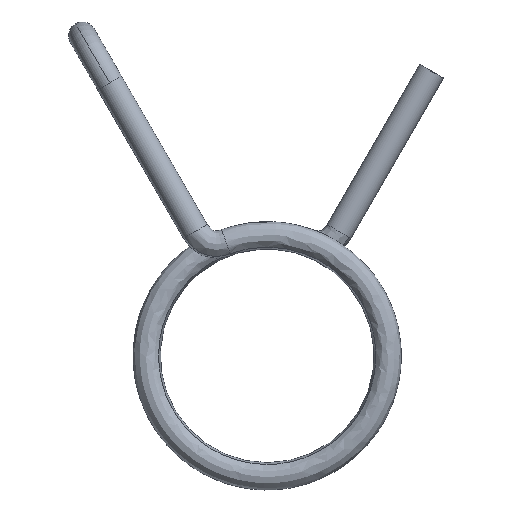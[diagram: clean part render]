
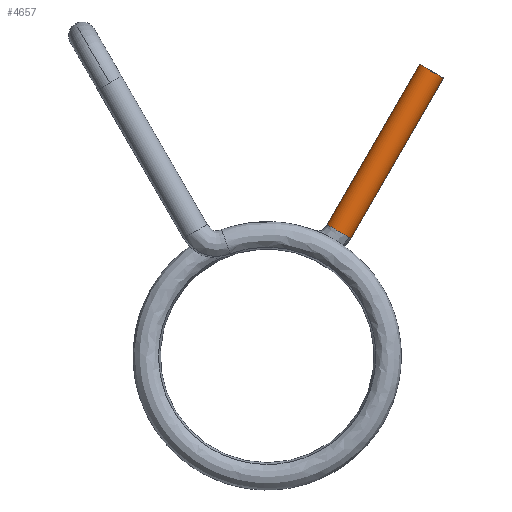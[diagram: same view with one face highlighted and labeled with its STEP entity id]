
A CAD part, top view. The second image highlights one B-rep face of the part: STEP entity #4657.
In plain terms, the highlighted cylindrical face has radius 0.5 mm (diameter 1 mm), a partial arc.
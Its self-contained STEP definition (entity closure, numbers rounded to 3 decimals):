
#92 = ORIENTED_EDGE ( 'NONE', *, *, #5503, .T. ) ;
#107 = VERTEX_POINT ( 'NONE', #4009 ) ;
#136 = VERTEX_POINT ( 'NONE', #4304 ) ;
#165 = LINE ( 'NONE', #2423, #5356 ) ;
#174 = CIRCLE ( 'NONE', #7228, 0.5 ) ;
#179 = VECTOR ( 'NONE', #3714, 1000. ) ;
#206 = VERTEX_POINT ( 'NONE', #6062 ) ;
#276 = VECTOR ( 'NONE', #3399, 1000. ) ;
#330 = VERTEX_POINT ( 'NONE', #6919 ) ;
#387 = VECTOR ( 'NONE', #1438, 1000. ) ;
#398 = AXIS2_PLACEMENT_3D ( 'NONE', #5422, #1422, #5937 ) ;
#500 = AXIS2_PLACEMENT_3D ( 'NONE', #2855, #5110, #5755 ) ;
#601 = CARTESIAN_POINT ( 'NONE',  ( 2.622, 4.541, 0.55 ) ) ;
#631 = ORIENTED_EDGE ( 'NONE', *, *, #3858, .F. ) ;
#682 = LINE ( 'NONE', #2256, #276 ) ;
#689 = ORIENTED_EDGE ( 'NONE', *, *, #6430, .T. ) ;
#869 = DIRECTION ( 'NONE',  ( 0.5, 0.866, 0. ) ) ;
#950 = CARTESIAN_POINT ( 'NONE',  ( 5.567, 10.642, 0.55 ) ) ;
#988 = LINE ( 'NONE', #7106, #6305 ) ;
#996 = LINE ( 'NONE', #2136, #387 ) ;
#1056 = VERTEX_POINT ( 'NONE', #2685 ) ;
#1187 = DIRECTION ( 'NONE',  ( -0.72, 0.416, -0.556 ) ) ;
#1350 = ORIENTED_EDGE ( 'NONE', *, *, #3614, .T. ) ;
#1422 = DIRECTION ( 'NONE',  ( 0.5, 0.866, 0. ) ) ;
#1438 = DIRECTION ( 'NONE',  ( 0.5, 0.866, 0. ) ) ;
#1611 = CARTESIAN_POINT ( 'NONE',  ( 6., 10.392, 0.55 ) ) ;
#1636 = DIRECTION ( 'NONE',  ( 0.5, 0.866, 0. ) ) ;
#1677 = ORIENTED_EDGE ( 'NONE', *, *, #2337, .F. ) ;
#1694 = AXIS2_PLACEMENT_3D ( 'NONE', #7270, #7233, #1187 ) ;
#1721 = ORIENTED_EDGE ( 'NONE', *, *, #6177, .T. ) ;
#1938 = CIRCLE ( 'NONE', #2170, 0.5 ) ;
#2032 = VERTEX_POINT ( 'NONE', #6020 ) ;
#2136 = CARTESIAN_POINT ( 'NONE',  ( 6.077, 10.336, 1.041 ) ) ;
#2170 = AXIS2_PLACEMENT_3D ( 'NONE', #2402, #3105, #4667 ) ;
#2173 = DIRECTION ( 'NONE',  ( -0.72, 0.416, -0.556 ) ) ;
#2256 = CARTESIAN_POINT ( 'NONE',  ( 5.976, 10.395, 1.05 ) ) ;
#2276 = CARTESIAN_POINT ( 'NONE',  ( 6.077, 10.336, 1.041 ) ) ;
#2337 = EDGE_CURVE ( 'NONE', #2971, #136, #1938, .T. ) ;
#2402 = CARTESIAN_POINT ( 'NONE',  ( 6., 10.392, 0.55 ) ) ;
#2423 = CARTESIAN_POINT ( 'NONE',  ( 3.055, 4.291, 0.55 ) ) ;
#2424 = EDGE_CURVE ( 'NONE', #107, #2032, #5462, .T. ) ;
#2544 = CARTESIAN_POINT ( 'NONE',  ( 6.433, 10.142, 0.55 ) ) ;
#2567 = VERTEX_POINT ( 'NONE', #3420 ) ;
#2685 = CARTESIAN_POINT ( 'NONE',  ( 2.189, 4.791, 0.55 ) ) ;
#2855 = CARTESIAN_POINT ( 'NONE',  ( 6., 10.392, 0.55 ) ) ;
#2905 = DIRECTION ( 'NONE',  ( 0.5, 0.866, 0. ) ) ;
#2942 = EDGE_CURVE ( 'NONE', #3845, #5283, #988, .T. ) ;
#2971 = VERTEX_POINT ( 'NONE', #950 ) ;
#3026 = CIRCLE ( 'NONE', #398, 0.5 ) ;
#3105 = DIRECTION ( 'NONE',  ( 0.5, 0.866, 0. ) ) ;
#3159 = EDGE_CURVE ( 'NONE', #4058, #5283, #3026, .T. ) ;
#3399 = DIRECTION ( 'NONE',  ( 0.5, 0.866, 0. ) ) ;
#3420 = CARTESIAN_POINT ( 'NONE',  ( 5.976, 10.395, 1.05 ) ) ;
#3539 = LINE ( 'NONE', #4164, #5257 ) ;
#3614 = EDGE_CURVE ( 'NONE', #330, #206, #3840, .T. ) ;
#3640 = FACE_OUTER_BOUND ( 'NONE', #5608, .T. ) ;
#3704 = CARTESIAN_POINT ( 'NONE',  ( 2.622, 4.541, 0.55 ) ) ;
#3714 = DIRECTION ( 'NONE',  ( -0.5, -0.866, 0. ) ) ;
#3741 = CARTESIAN_POINT ( 'NONE',  ( 6.082, 10.345, 1.041 ) ) ;
#3769 = ORIENTED_EDGE ( 'NONE', *, *, #6585, .T. ) ;
#3840 = CIRCLE ( 'NONE', #5579, 0.5 ) ;
#3845 = VERTEX_POINT ( 'NONE', #6757 ) ;
#3858 = EDGE_CURVE ( 'NONE', #107, #5927, #6281, .T. ) ;
#4009 = CARTESIAN_POINT ( 'NONE',  ( 6.001, 10.392, 1.05 ) ) ;
#4058 = VERTEX_POINT ( 'NONE', #2276 ) ;
#4156 = DIRECTION ( 'NONE',  ( -0.866, 0.5, 0. ) ) ;
#4164 = CARTESIAN_POINT ( 'NONE',  ( 2.189, 4.791, 0.55 ) ) ;
#4304 = CARTESIAN_POINT ( 'NONE',  ( 5.981, 10.403, 1.05 ) ) ;
#4370 = EDGE_CURVE ( 'NONE', #2567, #2032, #5348, .T. ) ;
#4441 = ORIENTED_EDGE ( 'NONE', *, *, #2942, .T. ) ;
#4599 = DIRECTION ( 'NONE',  ( 0.5, 0.866, 0. ) ) ;
#4657 = ADVANCED_FACE ( 'NONE', ( #3640 ), #5842, .T. ) ;
#4667 = DIRECTION ( 'NONE',  ( -0.72, 0.416, -0.556 ) ) ;
#4875 = CIRCLE ( 'NONE', #1694, 0.5 ) ;
#4976 = VERTEX_POINT ( 'NONE', #2544 ) ;
#5049 = DIRECTION ( 'NONE',  ( 0.866, -0.5, 0. ) ) ;
#5106 = AXIS2_PLACEMENT_3D ( 'NONE', #6087, #1636, #5049 ) ;
#5110 = DIRECTION ( 'NONE',  ( 0.5, 0.866, 0. ) ) ;
#5112 = DIRECTION ( 'NONE',  ( -0.72, 0.416, -0.556 ) ) ;
#5257 = VECTOR ( 'NONE', #6267, 1000. ) ;
#5283 = VERTEX_POINT ( 'NONE', #6463 ) ;
#5348 = CIRCLE ( 'NONE', #5106, 0.5 ) ;
#5356 = VECTOR ( 'NONE', #4599, 1000. ) ;
#5414 = ORIENTED_EDGE ( 'NONE', *, *, #4370, .F. ) ;
#5422 = CARTESIAN_POINT ( 'NONE',  ( 5.995, 10.384, 0.55 ) ) ;
#5462 = LINE ( 'NONE', #6578, #179 ) ;
#5503 = EDGE_CURVE ( 'NONE', #2567, #136, #682, .T. ) ;
#5551 = ORIENTED_EDGE ( 'NONE', *, *, #2424, .T. ) ;
#5579 = AXIS2_PLACEMENT_3D ( 'NONE', #601, #2905, #5112 ) ;
#5608 = EDGE_LOOP ( 'NONE', ( #689, #1350, #1721, #6277, #4441, #6350, #3769, #631, #5551, #5414, #92, #1677, #7123 ) ) ;
#5625 = DIRECTION ( 'NONE',  ( 0.5, 0.866, 0. ) ) ;
#5755 = DIRECTION ( 'NONE',  ( -0.72, 0.416, -0.556 ) ) ;
#5842 = CYLINDRICAL_SURFACE ( 'NONE', #6176, 0.5 ) ;
#5927 = VERTEX_POINT ( 'NONE', #3741 ) ;
#5937 = DIRECTION ( 'NONE',  ( 0.866, -0.5, 0. ) ) ;
#6020 = CARTESIAN_POINT ( 'NONE',  ( 5.996, 10.383, 1.05 ) ) ;
#6062 = CARTESIAN_POINT ( 'NONE',  ( 3.055, 4.291, 0.55 ) ) ;
#6087 = CARTESIAN_POINT ( 'NONE',  ( 5.995, 10.384, 0.55 ) ) ;
#6176 = AXIS2_PLACEMENT_3D ( 'NONE', #3704, #869, #4156 ) ;
#6177 = EDGE_CURVE ( 'NONE', #206, #4976, #165, .T. ) ;
#6267 = DIRECTION ( 'NONE',  ( 0.5, 0.866, 0. ) ) ;
#6277 = ORIENTED_EDGE ( 'NONE', *, *, #6779, .F. ) ;
#6281 = CIRCLE ( 'NONE', #500, 0.5 ) ;
#6305 = VECTOR ( 'NONE', #6507, 1000. ) ;
#6350 = ORIENTED_EDGE ( 'NONE', *, *, #3159, .F. ) ;
#6430 = EDGE_CURVE ( 'NONE', #1056, #330, #4875, .T. ) ;
#6463 = CARTESIAN_POINT ( 'NONE',  ( 6.097, 10.325, 1.036 ) ) ;
#6507 = DIRECTION ( 'NONE',  ( -0.5, -0.866, 0. ) ) ;
#6578 = CARTESIAN_POINT ( 'NONE',  ( 5.996, 10.383, 1.05 ) ) ;
#6585 = EDGE_CURVE ( 'NONE', #4058, #5927, #996, .T. ) ;
#6757 = CARTESIAN_POINT ( 'NONE',  ( 6.102, 10.333, 1.036 ) ) ;
#6779 = EDGE_CURVE ( 'NONE', #3845, #4976, #174, .T. ) ;
#6798 = EDGE_CURVE ( 'NONE', #1056, #2971, #3539, .T. ) ;
#6919 = CARTESIAN_POINT ( 'NONE',  ( 2.982, 4.333, 0.828 ) ) ;
#7106 = CARTESIAN_POINT ( 'NONE',  ( 6.097, 10.325, 1.036 ) ) ;
#7123 = ORIENTED_EDGE ( 'NONE', *, *, #6798, .F. ) ;
#7228 = AXIS2_PLACEMENT_3D ( 'NONE', #1611, #5625, #2173 ) ;
#7233 = DIRECTION ( 'NONE',  ( 0.5, 0.866, 0. ) ) ;
#7270 = CARTESIAN_POINT ( 'NONE',  ( 2.622, 4.541, 0.55 ) ) ;
